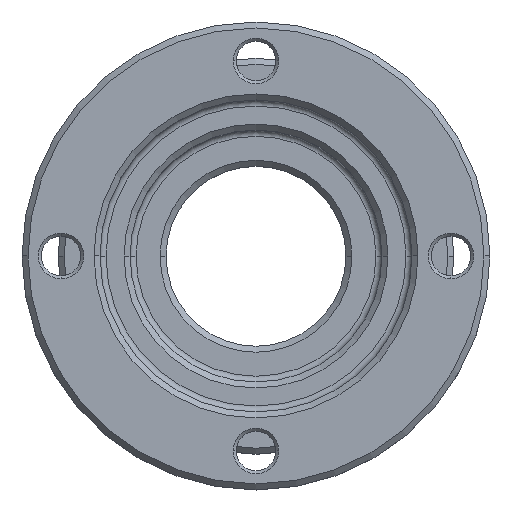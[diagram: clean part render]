
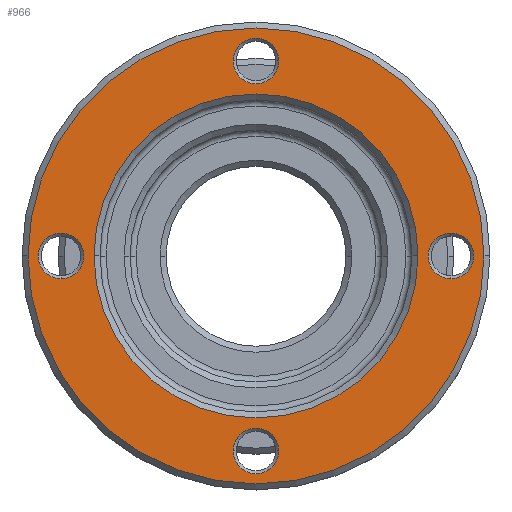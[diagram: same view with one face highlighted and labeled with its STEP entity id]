
A CAD part, top view. The second image highlights one B-rep face of the part: STEP entity #966.
In plain terms, the highlighted planar face has unit normal (0, 0, 1).
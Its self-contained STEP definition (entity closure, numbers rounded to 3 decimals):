
#1=CARTESIAN_POINT('',(0.,0.,0.));
#2=DIRECTION('',(0.,0.,-1.));
#3=DIRECTION('',(1.,0.,0.));
#4=AXIS2_PLACEMENT_3D('',#1,#2,#3);
#6=CARTESIAN_POINT('',(0.,0.,0.));
#7=DIRECTION('',(0.,0.,-1.));
#8=DIRECTION('',(-1.,0.,0.));
#9=AXIS2_PLACEMENT_3D('',#6,#7,#8);
#11=CARTESIAN_POINT('',(0.,0.,0.));
#12=DIRECTION('',(0.,0.,-1.));
#13=DIRECTION('',(1.,0.,0.));
#14=AXIS2_PLACEMENT_3D('',#11,#12,#13);
#16=CARTESIAN_POINT('',(0.,0.,0.));
#17=DIRECTION('',(0.,0.,-1.));
#18=DIRECTION('',(-1.,0.,0.));
#19=AXIS2_PLACEMENT_3D('',#16,#17,#18);
#21=CARTESIAN_POINT('',(0.,-32.5,0.));
#22=DIRECTION('',(0.,0.,-1.));
#23=DIRECTION('',(-1.,0.,0.));
#24=AXIS2_PLACEMENT_3D('',#21,#22,#23);
#26=CARTESIAN_POINT('',(0.,-32.5,0.));
#27=DIRECTION('',(0.,0.,-1.));
#28=DIRECTION('',(1.,0.,0.));
#29=AXIS2_PLACEMENT_3D('',#26,#27,#28);
#31=CARTESIAN_POINT('',(-32.5,0.,0.));
#32=DIRECTION('',(0.,0.,-1.));
#33=DIRECTION('',(0.,1.,0.));
#34=AXIS2_PLACEMENT_3D('',#31,#32,#33);
#36=CARTESIAN_POINT('',(-32.5,0.,0.));
#37=DIRECTION('',(0.,0.,-1.));
#38=DIRECTION('',(0.,-1.,0.));
#39=AXIS2_PLACEMENT_3D('',#36,#37,#38);
#41=CARTESIAN_POINT('',(32.5,0.,0.));
#42=DIRECTION('',(0.,0.,-1.));
#43=DIRECTION('',(0.,-1.,0.));
#44=AXIS2_PLACEMENT_3D('',#41,#42,#43);
#46=CARTESIAN_POINT('',(32.5,0.,0.));
#47=DIRECTION('',(0.,0.,-1.));
#48=DIRECTION('',(0.,1.,0.));
#49=AXIS2_PLACEMENT_3D('',#46,#47,#48);
#51=CARTESIAN_POINT('',(0.,32.5,0.));
#52=DIRECTION('',(0.,0.,-1.));
#53=DIRECTION('',(-1.,0.,0.));
#54=AXIS2_PLACEMENT_3D('',#51,#52,#53);
#56=CARTESIAN_POINT('',(0.,32.5,0.));
#57=DIRECTION('',(0.,0.,-1.));
#58=DIRECTION('',(1.,0.,0.));
#59=AXIS2_PLACEMENT_3D('',#56,#57,#58);
#753=CARTESIAN_POINT('',(38.,0.,0.));
#754=CARTESIAN_POINT('',(-38.,0.,0.));
#755=VERTEX_POINT('',#753);
#756=VERTEX_POINT('',#754);
#781=CARTESIAN_POINT('',(27.,0.,0.));
#782=CARTESIAN_POINT('',(-27.,0.,0.));
#783=VERTEX_POINT('',#781);
#784=VERTEX_POINT('',#782);
#861=CARTESIAN_POINT('',(-3.8,-32.5,0.));
#862=CARTESIAN_POINT('',(3.8,-32.5,0.));
#863=VERTEX_POINT('',#861);
#864=VERTEX_POINT('',#862);
#869=CARTESIAN_POINT('',(-32.5,3.8,0.));
#870=CARTESIAN_POINT('',(-32.5,-3.8,0.));
#871=VERTEX_POINT('',#869);
#872=VERTEX_POINT('',#870);
#877=CARTESIAN_POINT('',(32.5,-3.8,0.));
#878=CARTESIAN_POINT('',(32.5,3.8,0.));
#879=VERTEX_POINT('',#877);
#880=VERTEX_POINT('',#878);
#885=CARTESIAN_POINT('',(-3.8,32.5,0.));
#886=CARTESIAN_POINT('',(3.8,32.5,0.));
#887=VERTEX_POINT('',#885);
#888=VERTEX_POINT('',#886);
#925=CARTESIAN_POINT('',(0.,0.,0.));
#926=DIRECTION('',(0.,0.,1.));
#927=DIRECTION('',(-1.,0.,0.));
#928=AXIS2_PLACEMENT_3D('',#925,#926,#927);
#929=PLANE('',#928);
#931=ORIENTED_EDGE('',*,*,#930,.T.);
#933=ORIENTED_EDGE('',*,*,#932,.T.);
#934=EDGE_LOOP('',(#931,#933));
#935=FACE_OUTER_BOUND('',#934,.F.);
#937=ORIENTED_EDGE('',*,*,#936,.F.);
#939=ORIENTED_EDGE('',*,*,#938,.F.);
#940=EDGE_LOOP('',(#937,#939));
#941=FACE_BOUND('',#940,.F.);
#943=ORIENTED_EDGE('',*,*,#942,.F.);
#945=ORIENTED_EDGE('',*,*,#944,.F.);
#946=EDGE_LOOP('',(#943,#945));
#947=FACE_BOUND('',#946,.F.);
#949=ORIENTED_EDGE('',*,*,#948,.F.);
#951=ORIENTED_EDGE('',*,*,#950,.F.);
#952=EDGE_LOOP('',(#949,#951));
#953=FACE_BOUND('',#952,.F.);
#955=ORIENTED_EDGE('',*,*,#954,.F.);
#957=ORIENTED_EDGE('',*,*,#956,.F.);
#958=EDGE_LOOP('',(#955,#957));
#959=FACE_BOUND('',#958,.F.);
#961=ORIENTED_EDGE('',*,*,#960,.F.);
#963=ORIENTED_EDGE('',*,*,#962,.F.);
#964=EDGE_LOOP('',(#961,#963));
#965=FACE_BOUND('',#964,.F.);
#966=ADVANCED_FACE('',(#935,#941,#947,#953,#959,#965),#929,.T.);
#5=CIRCLE('',#4,38.);
#10=CIRCLE('',#9,38.);
#15=CIRCLE('',#14,27.);
#20=CIRCLE('',#19,27.);
#25=CIRCLE('',#24,3.8);
#30=CIRCLE('',#29,3.8);
#35=CIRCLE('',#34,3.8);
#40=CIRCLE('',#39,3.8);
#45=CIRCLE('',#44,3.8);
#50=CIRCLE('',#49,3.8);
#55=CIRCLE('',#54,3.8);
#60=CIRCLE('',#59,3.8);
#930=EDGE_CURVE('',#755,#756,#5,.T.);
#932=EDGE_CURVE('',#756,#755,#10,.T.);
#936=EDGE_CURVE('',#783,#784,#15,.T.);
#938=EDGE_CURVE('',#784,#783,#20,.T.);
#942=EDGE_CURVE('',#863,#864,#25,.T.);
#944=EDGE_CURVE('',#864,#863,#30,.T.);
#948=EDGE_CURVE('',#871,#872,#35,.T.);
#950=EDGE_CURVE('',#872,#871,#40,.T.);
#954=EDGE_CURVE('',#879,#880,#45,.T.);
#956=EDGE_CURVE('',#880,#879,#50,.T.);
#960=EDGE_CURVE('',#887,#888,#55,.T.);
#962=EDGE_CURVE('',#888,#887,#60,.T.);
